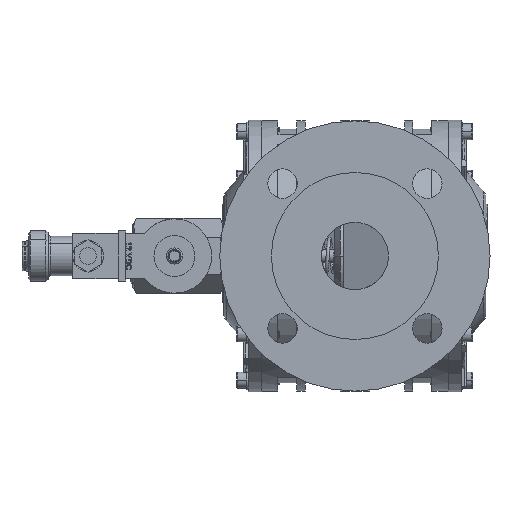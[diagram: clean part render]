
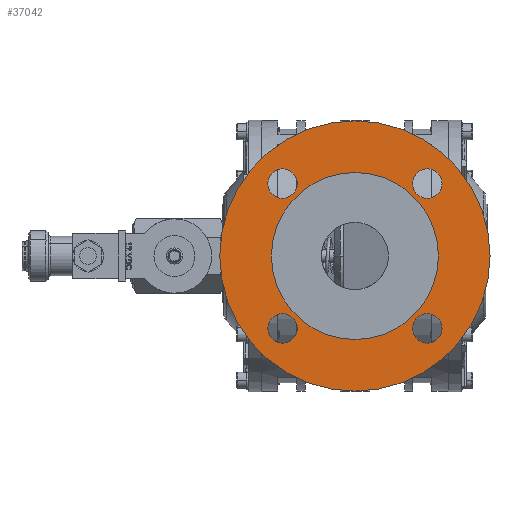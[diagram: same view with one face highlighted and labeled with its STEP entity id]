
A CAD part, left-side view. The second image highlights one B-rep face of the part: STEP entity #37042.
In plain terms, the highlighted planar face has unit normal (-1, 0, 0).
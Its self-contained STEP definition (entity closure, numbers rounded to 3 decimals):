
#77 = VERTEX_POINT ( 'NONE', #66777 ) ;
#546 = DIRECTION ( 'NONE',  ( 0., 0., 1. ) ) ;
#946 = DIRECTION ( 'NONE',  ( 0., 0., 1. ) ) ;
#985 = EDGE_LOOP ( 'NONE', ( #62044, #63486 ) ) ;
#1051 = CARTESIAN_POINT ( 'NONE',  ( -114.5, -44.194, 44.194 ) ) ;
#1397 = VERTEX_POINT ( 'NONE', #48209 ) ;
#1525 = CARTESIAN_POINT ( 'NONE',  ( -114.5, -44.194, 35.194 ) ) ;
#1682 = AXIS2_PLACEMENT_3D ( 'NONE', #21645, #77223, #65095 ) ;
#2057 = AXIS2_PLACEMENT_3D ( 'NONE', #77219, #46978, #21901 ) ;
#2316 = EDGE_CURVE ( 'NONE', #13498, #67415, #34640, .T. ) ;
#2685 = CARTESIAN_POINT ( 'NONE',  ( -114.5, -44.194, 44.194 ) ) ;
#2727 = AXIS2_PLACEMENT_3D ( 'NONE', #35681, #41347, #72680 ) ;
#2804 = EDGE_LOOP ( 'NONE', ( #21042, #61602 ) ) ;
#3467 = VERTEX_POINT ( 'NONE', #79708 ) ;
#3708 = ORIENTED_EDGE ( 'NONE', *, *, #73130, .F. ) ;
#5352 = CARTESIAN_POINT ( 'NONE',  ( -114.5, 44.194, 53.194 ) ) ;
#5434 = FACE_BOUND ( 'NONE', #70548, .T. ) ;
#6393 = AXIS2_PLACEMENT_3D ( 'NONE', #62583, #56394, #546 ) ;
#7687 = EDGE_CURVE ( 'NONE', #22970, #45523, #23547, .T. ) ;
#10151 = EDGE_LOOP ( 'NONE', ( #50688, #39374 ) ) ;
#10665 = CARTESIAN_POINT ( 'NONE',  ( -114.5, 44.194, -35.194 ) ) ;
#10744 = DIRECTION ( 'NONE',  ( -1., 0., 0. ) ) ;
#11123 = EDGE_LOOP ( 'NONE', ( #47033, #71905 ) ) ;
#11393 = ORIENTED_EDGE ( 'NONE', *, *, #41197, .F. ) ;
#11842 = DIRECTION ( 'NONE',  ( -1., 0., 0. ) ) ;
#12187 = FACE_BOUND ( 'NONE', #14769, .T. ) ;
#13498 = VERTEX_POINT ( 'NONE', #46531 ) ;
#14769 = EDGE_LOOP ( 'NONE', ( #47756, #17707 ) ) ;
#15245 = AXIS2_PLACEMENT_3D ( 'NONE', #29951, #47781, #36167 ) ;
#17707 = ORIENTED_EDGE ( 'NONE', *, *, #30416, .F. ) ;
#17932 = DIRECTION ( 'NONE',  ( 0., 0., 1. ) ) ;
#17980 = FACE_BOUND ( 'NONE', #2804, .T. ) ;
#19404 = CIRCLE ( 'NONE', #60423, 9. ) ;
#20077 = CARTESIAN_POINT ( 'NONE',  ( -114.5, 44.194, -44.194 ) ) ;
#20476 = DIRECTION ( 'NONE',  ( 0., 0., 1. ) ) ;
#21042 = ORIENTED_EDGE ( 'NONE', *, *, #76168, .F. ) ;
#21580 = CIRCLE ( 'NONE', #6393, 82.5 ) ;
#21645 = CARTESIAN_POINT ( 'NONE',  ( -114.5, 0., 0. ) ) ;
#21901 = DIRECTION ( 'NONE',  ( 0., 0., 1. ) ) ;
#22305 = CARTESIAN_POINT ( 'NONE',  ( -114.5, 0., -82.5 ) ) ;
#22970 = VERTEX_POINT ( 'NONE', #47881 ) ;
#23498 = EDGE_CURVE ( 'NONE', #3467, #1397, #78020, .T. ) ;
#23547 = CIRCLE ( 'NONE', #65447, 9. ) ;
#26815 = AXIS2_PLACEMENT_3D ( 'NONE', #32371, #45085, #69656 ) ;
#29951 = CARTESIAN_POINT ( 'NONE',  ( -114.5, 0., 0. ) ) ;
#30120 = AXIS2_PLACEMENT_3D ( 'NONE', #57164, #32862, #20476 ) ;
#30139 = DIRECTION ( 'NONE',  ( 0., 0., 1. ) ) ;
#30416 = EDGE_CURVE ( 'NONE', #46675, #79392, #51313, .T. ) ;
#30481 = FACE_BOUND ( 'NONE', #985, .T. ) ;
#31189 = AXIS2_PLACEMENT_3D ( 'NONE', #57621, #39276, #51706 ) ;
#31347 = PLANE ( 'NONE',  #56010 ) ;
#31753 = DIRECTION ( 'NONE',  ( -1., 0., 0. ) ) ;
#32371 = CARTESIAN_POINT ( 'NONE',  ( -114.5, 44.194, 44.194 ) ) ;
#32862 = DIRECTION ( 'NONE',  ( -1., 0., 0. ) ) ;
#34640 = CIRCLE ( 'NONE', #2727, 9. ) ;
#34821 = CIRCLE ( 'NONE', #2057, 9. ) ;
#35681 = CARTESIAN_POINT ( 'NONE',  ( -114.5, 44.194, -44.194 ) ) ;
#35820 = CARTESIAN_POINT ( 'NONE',  ( -114.5, -44.194, -44.194 ) ) ;
#36167 = DIRECTION ( 'NONE',  ( 0., 0., 1. ) ) ;
#37042 = ADVANCED_FACE ( 'NONE', ( #48865, #17980, #30481, #5434, #12187, #73956 ), #31347, .T. ) ;
#37514 = EDGE_CURVE ( 'NONE', #77, #45263, #65209, .T. ) ;
#37537 = CIRCLE ( 'NONE', #30120, 51. ) ;
#38934 = CARTESIAN_POINT ( 'NONE',  ( -114.5, -44.194, -35.194 ) ) ;
#39276 = DIRECTION ( 'NONE',  ( -1., 0., 0. ) ) ;
#39374 = ORIENTED_EDGE ( 'NONE', *, *, #23498, .F. ) ;
#39486 = CARTESIAN_POINT ( 'NONE',  ( -114.5, -44.194, -53.194 ) ) ;
#41197 = EDGE_CURVE ( 'NONE', #74553, #76237, #19404, .T. ) ;
#41335 = CIRCLE ( 'NONE', #66566, 9. ) ;
#41347 = DIRECTION ( 'NONE',  ( -1., 0., 0. ) ) ;
#42228 = EDGE_CURVE ( 'NONE', #79392, #46675, #34821, .T. ) ;
#45085 = DIRECTION ( 'NONE',  ( -1., 0., 0. ) ) ;
#45263 = VERTEX_POINT ( 'NONE', #22305 ) ;
#45523 = VERTEX_POINT ( 'NONE', #1525 ) ;
#46531 = CARTESIAN_POINT ( 'NONE',  ( -114.5, 44.194, -53.194 ) ) ;
#46675 = VERTEX_POINT ( 'NONE', #64484 ) ;
#46978 = DIRECTION ( 'NONE',  ( -1., 0., 0. ) ) ;
#47033 = ORIENTED_EDGE ( 'NONE', *, *, #37514, .T. ) ;
#47756 = ORIENTED_EDGE ( 'NONE', *, *, #42228, .F. ) ;
#47781 = DIRECTION ( 'NONE',  ( -1., 0., 0. ) ) ;
#47881 = CARTESIAN_POINT ( 'NONE',  ( -114.5, -44.194, 53.194 ) ) ;
#48209 = CARTESIAN_POINT ( 'NONE',  ( -114.5, 0., 51. ) ) ;
#48865 = FACE_BOUND ( 'NONE', #10151, .T. ) ;
#49231 = CIRCLE ( 'NONE', #31189, 9. ) ;
#49671 = EDGE_CURVE ( 'NONE', #45263, #77, #21580, .T. ) ;
#49847 = EDGE_CURVE ( 'NONE', #1397, #3467, #37537, .T. ) ;
#50688 = ORIENTED_EDGE ( 'NONE', *, *, #49847, .F. ) ;
#51313 = CIRCLE ( 'NONE', #26815, 9. ) ;
#51706 = DIRECTION ( 'NONE',  ( 0., 0., 1. ) ) ;
#55811 = DIRECTION ( 'NONE',  ( 0., 0., 1. ) ) ;
#56010 = AXIS2_PLACEMENT_3D ( 'NONE', #61099, #62139, #17932 ) ;
#56394 = DIRECTION ( 'NONE',  ( -1., 0., 0. ) ) ;
#57164 = CARTESIAN_POINT ( 'NONE',  ( -114.5, 0., 0. ) ) ;
#57621 = CARTESIAN_POINT ( 'NONE',  ( -114.5, -44.194, -44.194 ) ) ;
#59927 = EDGE_CURVE ( 'NONE', #45523, #22970, #72245, .T. ) ;
#60080 = DIRECTION ( 'NONE',  ( 0., 0., 1. ) ) ;
#60423 = AXIS2_PLACEMENT_3D ( 'NONE', #35820, #11842, #30139 ) ;
#61099 = CARTESIAN_POINT ( 'NONE',  ( -114.5, 0., 0. ) ) ;
#61602 = ORIENTED_EDGE ( 'NONE', *, *, #2316, .F. ) ;
#62044 = ORIENTED_EDGE ( 'NONE', *, *, #7687, .F. ) ;
#62139 = DIRECTION ( 'NONE',  ( -1., 0., 0. ) ) ;
#62583 = CARTESIAN_POINT ( 'NONE',  ( -114.5, 0., 0. ) ) ;
#63486 = ORIENTED_EDGE ( 'NONE', *, *, #59927, .F. ) ;
#64484 = CARTESIAN_POINT ( 'NONE',  ( -114.5, 44.194, 35.194 ) ) ;
#65095 = DIRECTION ( 'NONE',  ( 0., 0., 1. ) ) ;
#65209 = CIRCLE ( 'NONE', #15245, 82.5 ) ;
#65447 = AXIS2_PLACEMENT_3D ( 'NONE', #2685, #10744, #60080 ) ;
#66566 = AXIS2_PLACEMENT_3D ( 'NONE', #20077, #75675, #946 ) ;
#66777 = CARTESIAN_POINT ( 'NONE',  ( -114.5, 0., 82.5 ) ) ;
#67415 = VERTEX_POINT ( 'NONE', #10665 ) ;
#69656 = DIRECTION ( 'NONE',  ( 0., 0., 1. ) ) ;
#70460 = AXIS2_PLACEMENT_3D ( 'NONE', #1051, #31753, #55811 ) ;
#70548 = EDGE_LOOP ( 'NONE', ( #11393, #3708 ) ) ;
#71905 = ORIENTED_EDGE ( 'NONE', *, *, #49671, .T. ) ;
#72245 = CIRCLE ( 'NONE', #70460, 9. ) ;
#72680 = DIRECTION ( 'NONE',  ( 0., 0., 1. ) ) ;
#73130 = EDGE_CURVE ( 'NONE', #76237, #74553, #49231, .T. ) ;
#73956 = FACE_OUTER_BOUND ( 'NONE', #11123, .T. ) ;
#74553 = VERTEX_POINT ( 'NONE', #38934 ) ;
#75675 = DIRECTION ( 'NONE',  ( -1., 0., 0. ) ) ;
#76168 = EDGE_CURVE ( 'NONE', #67415, #13498, #41335, .T. ) ;
#76237 = VERTEX_POINT ( 'NONE', #39486 ) ;
#77219 = CARTESIAN_POINT ( 'NONE',  ( -114.5, 44.194, 44.194 ) ) ;
#77223 = DIRECTION ( 'NONE',  ( -1., 0., 0. ) ) ;
#78020 = CIRCLE ( 'NONE', #1682, 51. ) ;
#79392 = VERTEX_POINT ( 'NONE', #5352 ) ;
#79708 = CARTESIAN_POINT ( 'NONE',  ( -114.5, 0., -51. ) ) ;
